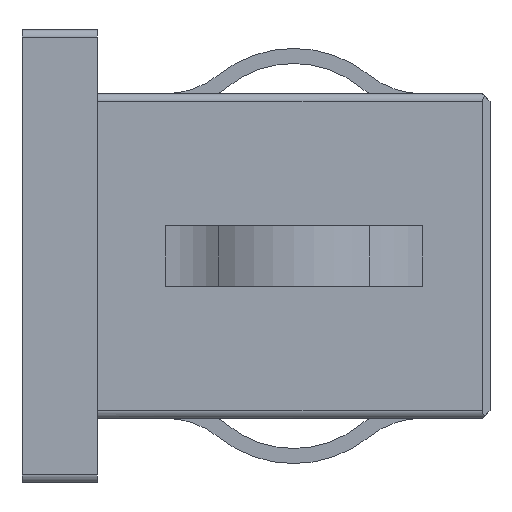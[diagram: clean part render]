
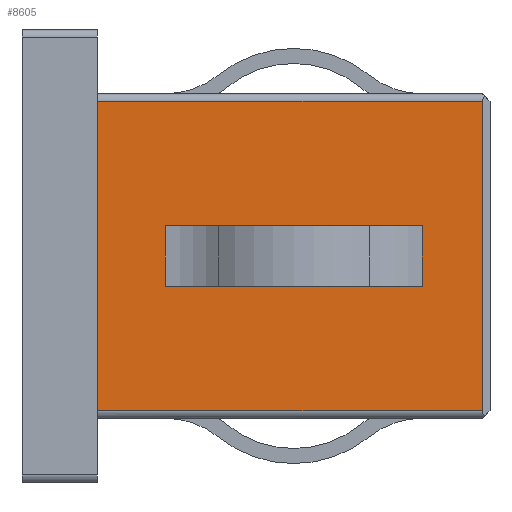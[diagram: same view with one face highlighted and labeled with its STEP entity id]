
A CAD part, left-side view. The second image highlights one B-rep face of the part: STEP entity #8605.
In plain terms, the highlighted planar face has unit normal (-1, 0, 0).
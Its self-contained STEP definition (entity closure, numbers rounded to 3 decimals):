
#383 = DIRECTION ( 'NONE',  ( 0., 1., 0. ) ) ;
#492 = ORIENTED_EDGE ( 'NONE', *, *, #5580, .T. ) ;
#874 = EDGE_CURVE ( 'NONE', #10157, #8959, #2464, .T. ) ;
#1027 = CARTESIAN_POINT ( 'NONE',  ( -15.75, -4.5, -2. ) ) ;
#1161 = DIRECTION ( 'NONE',  ( 0., 1., 0. ) ) ;
#1173 = CARTESIAN_POINT ( 'NONE',  ( -15.75, -21.5, -2. ) ) ;
#1177 = EDGE_CURVE ( 'NONE', #10830, #4064, #5169, .T. ) ;
#1243 = CARTESIAN_POINT ( 'NONE',  ( -15.75, -25.5, -10.25 ) ) ;
#1246 = LINE ( 'NONE', #12508, #13191 ) ;
#1352 = ORIENTED_EDGE ( 'NONE', *, *, #8902, .T. ) ;
#1773 = LINE ( 'NONE', #2178, #5023 ) ;
#1964 = CARTESIAN_POINT ( 'NONE',  ( -15.75, -26., 2. ) ) ;
#2007 = DIRECTION ( 'NONE',  ( 0., 1., 0. ) ) ;
#2042 = ORIENTED_EDGE ( 'NONE', *, *, #7019, .T. ) ;
#2178 = CARTESIAN_POINT ( 'NONE',  ( -15.75, -25.5, 10.75 ) ) ;
#2250 = VERTEX_POINT ( 'NONE', #10595 ) ;
#2406 = VERTEX_POINT ( 'NONE', #9280 ) ;
#2464 = LINE ( 'NONE', #9058, #4823 ) ;
#2736 = ORIENTED_EDGE ( 'NONE', *, *, #14701, .T. ) ;
#2977 = VERTEX_POINT ( 'NONE', #3148 ) ;
#3033 = LINE ( 'NONE', #8254, #6452 ) ;
#3148 = CARTESIAN_POINT ( 'NONE',  ( -15.75, -18.014, -2. ) ) ;
#3897 = VERTEX_POINT ( 'NONE', #7585 ) ;
#3940 = LINE ( 'NONE', #12318, #6446 ) ;
#4064 = VERTEX_POINT ( 'NONE', #13594 ) ;
#4088 = LINE ( 'NONE', #5899, #5335 ) ;
#4096 = EDGE_LOOP ( 'NONE', ( #6923, #13160, #4621, #2736, #9210, #10585, #10050, #5273 ) ) ;
#4152 = CARTESIAN_POINT ( 'NONE',  ( -15.75, -26., -2. ) ) ;
#4342 = CARTESIAN_POINT ( 'NONE',  ( -15.75, 0., 10.75 ) ) ;
#4621 = ORIENTED_EDGE ( 'NONE', *, *, #6922, .T. ) ;
#4820 = VERTEX_POINT ( 'NONE', #14144 ) ;
#4823 = VECTOR ( 'NONE', #6732, 1000. ) ;
#4858 = LINE ( 'NONE', #11138, #13946 ) ;
#5023 = VECTOR ( 'NONE', #11496, 1000. ) ;
#5169 = LINE ( 'NONE', #10325, #11169 ) ;
#5273 = ORIENTED_EDGE ( 'NONE', *, *, #13068, .F. ) ;
#5292 = EDGE_CURVE ( 'NONE', #10830, #2977, #14271, .T. ) ;
#5335 = VECTOR ( 'NONE', #6964, 1000. ) ;
#5498 = CARTESIAN_POINT ( 'NONE',  ( -15.75, -26., 10.75 ) ) ;
#5552 = CARTESIAN_POINT ( 'NONE',  ( -15.75, -4.5, 2. ) ) ;
#5580 = EDGE_CURVE ( 'NONE', #7551, #2406, #1773, .T. ) ;
#5899 = CARTESIAN_POINT ( 'NONE',  ( -15.75, -26., -10.25 ) ) ;
#6446 = VECTOR ( 'NONE', #14529, 1000. ) ;
#6452 = VECTOR ( 'NONE', #1161, 1000. ) ;
#6621 = FACE_BOUND ( 'NONE', #4096, .T. ) ;
#6654 = DIRECTION ( 'NONE',  ( 1., 0., 0. ) ) ;
#6732 = DIRECTION ( 'NONE',  ( 0., 0., 1. ) ) ;
#6818 = VERTEX_POINT ( 'NONE', #13253 ) ;
#6922 = EDGE_CURVE ( 'NONE', #2977, #3897, #14273, .T. ) ;
#6923 = ORIENTED_EDGE ( 'NONE', *, *, #1177, .F. ) ;
#6964 = DIRECTION ( 'NONE',  ( 0., -1., 0. ) ) ;
#7019 = EDGE_CURVE ( 'NONE', #2406, #2250, #1246, .T. ) ;
#7093 = EDGE_CURVE ( 'NONE', #4820, #8959, #3033, .T. ) ;
#7204 = ORIENTED_EDGE ( 'NONE', *, *, #9560, .T. ) ;
#7207 = CARTESIAN_POINT ( 'NONE',  ( -15.75, 0., -10.25 ) ) ;
#7551 = VERTEX_POINT ( 'NONE', #1243 ) ;
#7585 = CARTESIAN_POINT ( 'NONE',  ( -15.75, -7.986, -2. ) ) ;
#7806 = DIRECTION ( 'NONE',  ( 0., 0., -1. ) ) ;
#8225 = VECTOR ( 'NONE', #12501, 1000. ) ;
#8254 = CARTESIAN_POINT ( 'NONE',  ( -15.75, -26., 2. ) ) ;
#8595 = EDGE_LOOP ( 'NONE', ( #1352, #7204, #492, #2042 ) ) ;
#8605 = ADVANCED_FACE ( 'NONE', ( #13534, #6621 ), #12456, .F. ) ;
#8728 = DIRECTION ( 'NONE',  ( 0., 1., 0. ) ) ;
#8902 = EDGE_CURVE ( 'NONE', #2250, #12021, #13886, .T. ) ;
#8959 = VERTEX_POINT ( 'NONE', #5552 ) ;
#9058 = CARTESIAN_POINT ( 'NONE',  ( -15.75, -4.5, -2. ) ) ;
#9210 = ORIENTED_EDGE ( 'NONE', *, *, #874, .T. ) ;
#9280 = CARTESIAN_POINT ( 'NONE',  ( -15.75, -25.5, 10.25 ) ) ;
#9560 = EDGE_CURVE ( 'NONE', #12021, #7551, #4088, .T. ) ;
#9943 = DIRECTION ( 'NONE',  ( 0., 1., 0. ) ) ;
#10050 = ORIENTED_EDGE ( 'NONE', *, *, #11312, .F. ) ;
#10095 = VECTOR ( 'NONE', #383, 1000. ) ;
#10157 = VERTEX_POINT ( 'NONE', #1027 ) ;
#10325 = CARTESIAN_POINT ( 'NONE',  ( -15.75, -21.5, -2. ) ) ;
#10585 = ORIENTED_EDGE ( 'NONE', *, *, #7093, .F. ) ;
#10595 = CARTESIAN_POINT ( 'NONE',  ( -15.75, 0., 10.25 ) ) ;
#10659 = VECTOR ( 'NONE', #2007, 1000. ) ;
#10830 = VERTEX_POINT ( 'NONE', #1173 ) ;
#11138 = CARTESIAN_POINT ( 'NONE',  ( -15.75, -26., 2. ) ) ;
#11169 = VECTOR ( 'NONE', #11505, 1000. ) ;
#11312 = EDGE_CURVE ( 'NONE', #6818, #4820, #11756, .T. ) ;
#11496 = DIRECTION ( 'NONE',  ( 0., 0., 1. ) ) ;
#11505 = DIRECTION ( 'NONE',  ( 0., 0., 1. ) ) ;
#11703 = AXIS2_PLACEMENT_3D ( 'NONE', #5498, #6654, #7806 ) ;
#11756 = LINE ( 'NONE', #1964, #10659 ) ;
#11930 = VECTOR ( 'NONE', #9943, 1000. ) ;
#12021 = VERTEX_POINT ( 'NONE', #7207 ) ;
#12318 = CARTESIAN_POINT ( 'NONE',  ( -15.75, -26., -2. ) ) ;
#12456 = PLANE ( 'NONE',  #11703 ) ;
#12501 = DIRECTION ( 'NONE',  ( 0., 0., -1. ) ) ;
#12508 = CARTESIAN_POINT ( 'NONE',  ( -15.75, -26., 10.25 ) ) ;
#13068 = EDGE_CURVE ( 'NONE', #4064, #6818, #4858, .T. ) ;
#13160 = ORIENTED_EDGE ( 'NONE', *, *, #5292, .T. ) ;
#13191 = VECTOR ( 'NONE', #13769, 1000. ) ;
#13253 = CARTESIAN_POINT ( 'NONE',  ( -15.75, -18.014, 2. ) ) ;
#13534 = FACE_OUTER_BOUND ( 'NONE', #8595, .T. ) ;
#13594 = CARTESIAN_POINT ( 'NONE',  ( -15.75, -21.5, 2. ) ) ;
#13769 = DIRECTION ( 'NONE',  ( 0., 1., 0. ) ) ;
#13886 = LINE ( 'NONE', #4342, #8225 ) ;
#13946 = VECTOR ( 'NONE', #8728, 1000. ) ;
#14144 = CARTESIAN_POINT ( 'NONE',  ( -15.75, -7.986, 2. ) ) ;
#14271 = LINE ( 'NONE', #14325, #10095 ) ;
#14273 = LINE ( 'NONE', #4152, #11930 ) ;
#14325 = CARTESIAN_POINT ( 'NONE',  ( -15.75, -26., -2. ) ) ;
#14529 = DIRECTION ( 'NONE',  ( 0., 1., 0. ) ) ;
#14701 = EDGE_CURVE ( 'NONE', #3897, #10157, #3940, .T. ) ;
